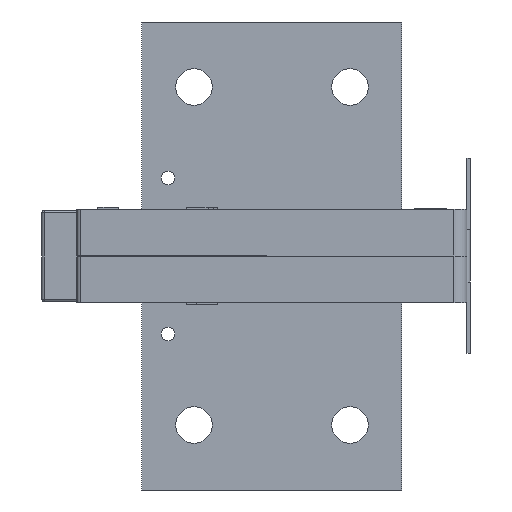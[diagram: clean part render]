
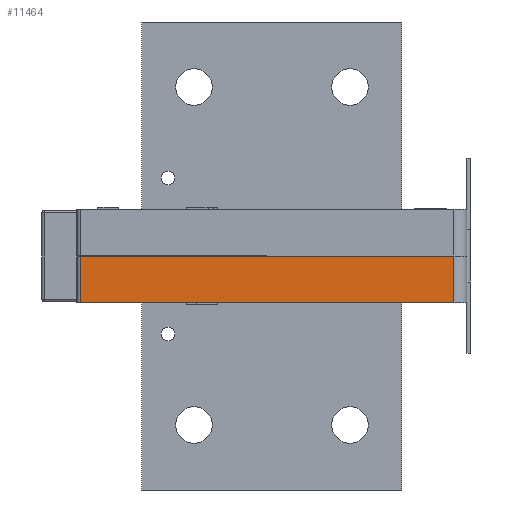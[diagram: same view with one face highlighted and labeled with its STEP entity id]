
A CAD part, left-side view. The second image highlights one B-rep face of the part: STEP entity #11464.
In plain terms, the highlighted planar face has unit normal (-1, 0, 0).
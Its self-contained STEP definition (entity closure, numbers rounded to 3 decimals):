
#544 = ORIENTED_EDGE ( 'NONE', *, *, #12771, .F. ) ;
#1291 = VERTEX_POINT ( 'NONE', #25586 ) ;
#1973 = ORIENTED_EDGE ( 'NONE', *, *, #29760, .F. ) ;
#1978 = VECTOR ( 'NONE', #6922, 1000. ) ;
#2094 = LINE ( 'NONE', #7101, #1978 ) ;
#4839 = CARTESIAN_POINT ( 'NONE',  ( -49., 73.5, -18. ) ) ;
#6802 = VECTOR ( 'NONE', #23175, 1000. ) ;
#6898 = LINE ( 'NONE', #23072, #6802 ) ;
#6922 = DIRECTION ( 'NONE',  ( 0., -1., 0. ) ) ;
#7032 = DIRECTION ( 'NONE',  ( 0., 0., 1. ) ) ;
#7101 = CARTESIAN_POINT ( 'NONE',  ( -49., -70., 0. ) ) ;
#7365 = VERTEX_POINT ( 'NONE', #4839 ) ;
#7380 = ORIENTED_EDGE ( 'NONE', *, *, #29993, .T. ) ;
#7396 = CARTESIAN_POINT ( 'NONE',  ( -49., -70., -18. ) ) ;
#8227 = VECTOR ( 'NONE', #27597, 1000. ) ;
#8309 = LINE ( 'NONE', #27699, #8227 ) ;
#8870 = CARTESIAN_POINT ( 'NONE',  ( -49., -70., -18. ) ) ;
#9751 = VECTOR ( 'NONE', #7032, 1000. ) ;
#9757 = LINE ( 'NONE', #7396, #9751 ) ;
#11106 = FACE_OUTER_BOUND ( 'NONE', #15688, .T. ) ;
#11464 = ADVANCED_FACE ( 'NONE', ( #11106 ), #19664, .T. ) ;
#12771 = EDGE_CURVE ( 'NONE', #21186, #1291, #2094, .T. ) ;
#13744 = CARTESIAN_POINT ( 'NONE',  ( -49., 73.5, 0. ) ) ;
#15688 = EDGE_LOOP ( 'NONE', ( #544, #1973, #7380, #29456 ) ) ;
#16057 = VERTEX_POINT ( 'NONE', #8870 ) ;
#19054 = CARTESIAN_POINT ( 'NONE',  ( -49., -70., -18. ) ) ;
#19168 = DIRECTION ( 'NONE',  ( -1., 0., 0. ) ) ;
#19269 = DIRECTION ( 'NONE',  ( 0., -1., 0. ) ) ;
#19664 = PLANE ( 'NONE',  #25615 ) ;
#21186 = VERTEX_POINT ( 'NONE', #13744 ) ;
#23072 = CARTESIAN_POINT ( 'NONE',  ( -49., -70., -18. ) ) ;
#23175 = DIRECTION ( 'NONE',  ( 0., -1., 0. ) ) ;
#25586 = CARTESIAN_POINT ( 'NONE',  ( -49., -70., 0. ) ) ;
#25615 = AXIS2_PLACEMENT_3D ( 'NONE', #19054, #19168, #19269 ) ;
#27597 = DIRECTION ( 'NONE',  ( 0., 0., 1. ) ) ;
#27699 = CARTESIAN_POINT ( 'NONE',  ( -49., 73.5, -18. ) ) ;
#29456 = ORIENTED_EDGE ( 'NONE', *, *, #29484, .T. ) ;
#29484 = EDGE_CURVE ( 'NONE', #16057, #1291, #9757, .T. ) ;
#29760 = EDGE_CURVE ( 'NONE', #7365, #21186, #8309, .T. ) ;
#29993 = EDGE_CURVE ( 'NONE', #7365, #16057, #6898, .T. ) ;
